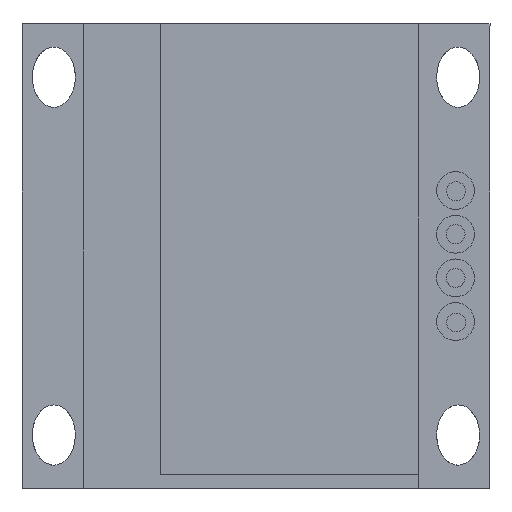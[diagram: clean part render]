
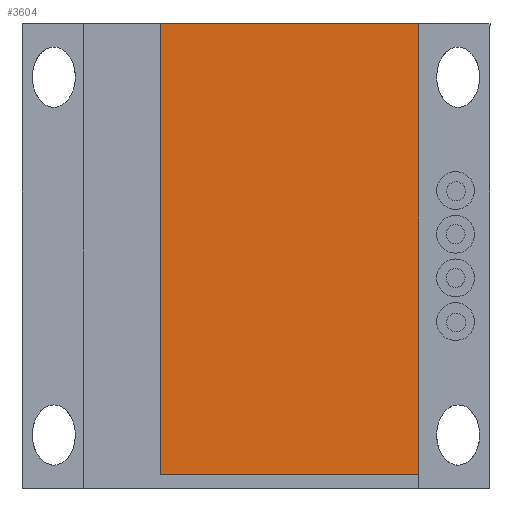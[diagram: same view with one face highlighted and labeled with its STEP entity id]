
A CAD part, top view. The second image highlights one B-rep face of the part: STEP entity #3604.
In plain terms, the highlighted planar face has unit normal (0, 0, 1).
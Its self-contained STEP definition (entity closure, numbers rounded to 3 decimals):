
#179=PLANE('',#3881);
#365=FACE_OUTER_BOUND('',#579,.T.);
#579=EDGE_LOOP('',(#2508,#2509,#2510,#2511));
#822=LINE('',#5230,#1238);
#825=LINE('',#5236,#1241);
#828=LINE('',#5242,#1244);
#831=LINE('',#5246,#1247);
#1238=VECTOR('',#4202,15.);
#1241=VECTOR('',#4207,26.206);
#1244=VECTOR('',#4212,15.);
#1247=VECTOR('',#4217,26.206);
#1658=VERTEX_POINT('',#5227);
#1659=VERTEX_POINT('',#5229);
#1661=VERTEX_POINT('',#5235);
#1663=VERTEX_POINT('',#5241);
#1982=EDGE_CURVE('',#1659,#1658,#822,.T.);
#1985=EDGE_CURVE('',#1661,#1659,#825,.T.);
#1988=EDGE_CURVE('',#1663,#1661,#828,.T.);
#1991=EDGE_CURVE('',#1658,#1663,#831,.T.);
#2508=ORIENTED_EDGE('',*,*,#1991,.T.);
#2509=ORIENTED_EDGE('',*,*,#1988,.T.);
#2510=ORIENTED_EDGE('',*,*,#1985,.T.);
#2511=ORIENTED_EDGE('',*,*,#1982,.T.);
#3604=ADVANCED_FACE('',(#365),#179,.T.);
#3881=AXIS2_PLACEMENT_3D('',#5248,#4220,#4221);
#4202=DIRECTION('',(0.,1.,0.));
#4207=DIRECTION('',(1.,0.,0.));
#4212=DIRECTION('',(0.,-1.,0.));
#4217=DIRECTION('',(-1.,0.,0.));
#4220=DIRECTION('center_axis',(0.,0.,1.));
#4221=DIRECTION('ref_axis',(1.,0.,0.));
#5227=CARTESIAN_POINT('',(12.7,9.75,0.35));
#5229=CARTESIAN_POINT('',(12.7,-5.25,0.35));
#5230=CARTESIAN_POINT('',(12.7,9.75,0.35));
#5235=CARTESIAN_POINT('',(-13.506,-5.25,0.35));
#5236=CARTESIAN_POINT('',(12.7,-5.25,0.35));
#5241=CARTESIAN_POINT('',(-13.506,9.75,0.35));
#5242=CARTESIAN_POINT('',(-13.506,-5.25,0.35));
#5246=CARTESIAN_POINT('',(-13.506,9.75,0.35));
#5248=CARTESIAN_POINT('Origin',(-0.403,2.25,0.35));
